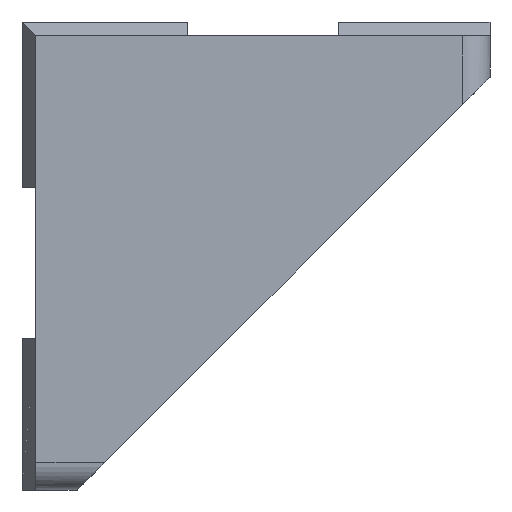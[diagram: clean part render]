
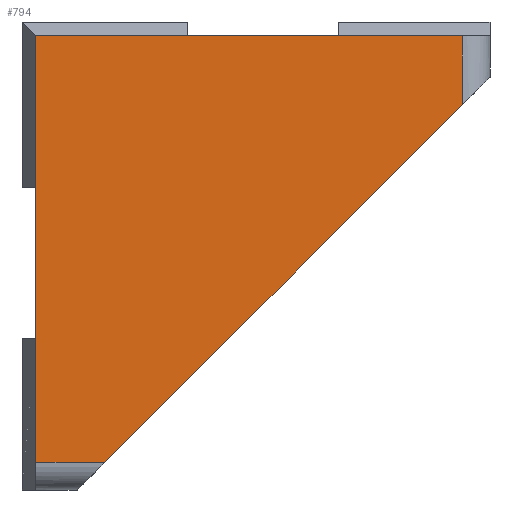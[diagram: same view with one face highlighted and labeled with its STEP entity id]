
A CAD part, front view. The second image highlights one B-rep face of the part: STEP entity #794.
In plain terms, the highlighted planar face has unit normal (0, -1, 0).
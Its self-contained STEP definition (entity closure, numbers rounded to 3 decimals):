
#47=PLANE('',#884);
#89=FACE_OUTER_BOUND('',#135,.T.);
#135=EDGE_LOOP('',(#735,#736,#737,#738,#739));
#156=LINE('',#1117,#240);
#166=LINE('',#1139,#250);
#176=LINE('',#1165,#260);
#187=LINE('',#1191,#271);
#211=LINE('',#1270,#295);
#240=VECTOR('',#891,10.);
#250=VECTOR('',#907,10.);
#260=VECTOR('',#925,10.);
#271=VECTOR('',#946,10.);
#295=VECTOR('',#1030,10.);
#333=VERTEX_POINT('',#1114);
#334=VERTEX_POINT('',#1116);
#343=VERTEX_POINT('',#1138);
#354=VERTEX_POINT('',#1162);
#355=VERTEX_POINT('',#1164);
#405=EDGE_CURVE('',#333,#334,#156,.T.);
#416=EDGE_CURVE('',#343,#334,#166,.T.);
#429=EDGE_CURVE('',#354,#355,#176,.T.);
#443=EDGE_CURVE('',#333,#355,#187,.T.);
#484=EDGE_CURVE('',#354,#343,#211,.T.);
#735=ORIENTED_EDGE('',*,*,#405,.F.);
#736=ORIENTED_EDGE('',*,*,#443,.T.);
#737=ORIENTED_EDGE('',*,*,#429,.F.);
#738=ORIENTED_EDGE('',*,*,#484,.T.);
#739=ORIENTED_EDGE('',*,*,#416,.T.);
#794=ADVANCED_FACE('',(#89),#47,.T.);
#884=AXIS2_PLACEMENT_3D('',#1337,#1109,#1110);
#891=DIRECTION('',(-1.,0.,0.));
#907=DIRECTION('',(0.,0.,-1.));
#925=DIRECTION('',(0.,0.,-1.));
#946=DIRECTION('',(0.707,0.,0.707));
#1030=DIRECTION('',(-1.,0.,0.));
#1109=DIRECTION('center_axis',(0.,-1.,0.));
#1110=DIRECTION('ref_axis',(0.,0.,-1.));
#1114=CARTESIAN_POINT('',(-13.,0.,-13.));
#1116=CARTESIAN_POINT('',(-18.,0.,-13.));
#1117=CARTESIAN_POINT('',(-11.636,0.,-13.));
#1138=CARTESIAN_POINT('',(-18.,0.,18.));
#1139=CARTESIAN_POINT('',(-18.,0.,18.));
#1162=CARTESIAN_POINT('',(13.,0.,18.));
#1164=CARTESIAN_POINT('',(13.,0.,13.));
#1165=CARTESIAN_POINT('',(13.,0.,11.636));
#1191=CARTESIAN_POINT('',(-18.,0.,-18.));
#1270=CARTESIAN_POINT('',(18.,0.,18.));
#1337=CARTESIAN_POINT('Origin',(-5.272,0.,5.272));
